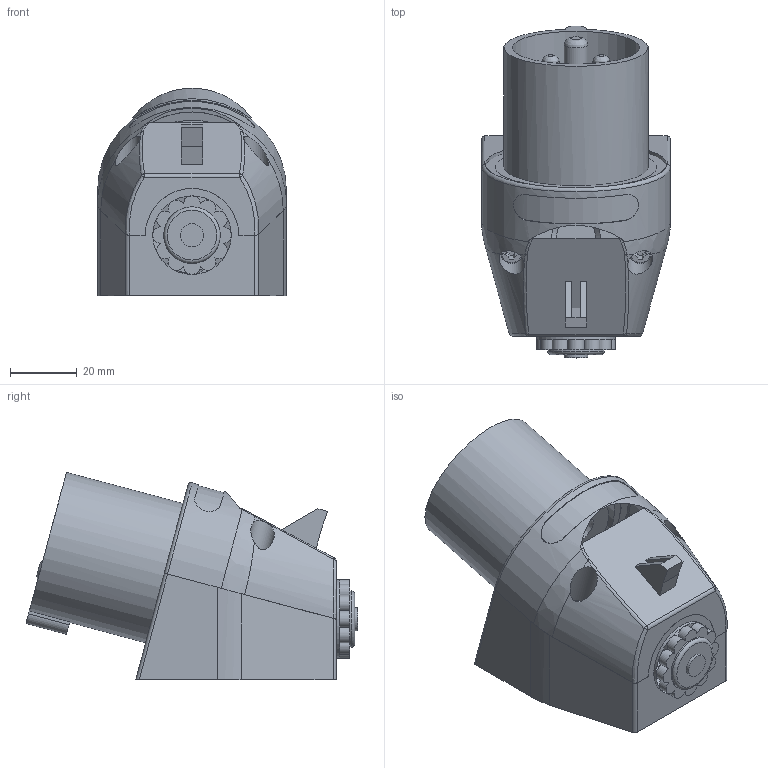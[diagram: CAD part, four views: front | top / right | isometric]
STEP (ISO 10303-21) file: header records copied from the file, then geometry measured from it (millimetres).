
FILE_DESCRIPTION(/* description */ (''),/* implementation_level */ '2;1');
FILE_NAME(/* name */ '240.stp',/* time_stamp */ '2023-09-07T15:50:47+02:00',/* author */ ('massmann'),/* organization */ (''),/* preprocessor_version */ 'ST-DEVELOPER v17',/* originating_system */ 'Autodesk Inventor 2018',/* authorisation */ '');
FILE_SCHEMA (('AUTOMOTIVE_DESIGN { 1 0 10303 214 3 1 1 }'));
Length unit declared in the file: millimetre
Products named in the file (1): 240
Bounding box: 56.5 x 99.38 x 62.01 mm (x, y, z)
Volume: 133562 mm3; surface area: 30854.6 mm2
Topology: 1 solids, 1 shells, 354 faces, 921 edges, 608 vertices
Faces by surface type: plane 240, cylinder 82, bspline 15, torus 8, cone 7, sphere 2
Full cylindrical faces by diameter (mm): 0.316 x1, 0.507 x1, 5 x2, 5.5 x2, 7 x2, 7.1 x2, 7.5 x2, 10 x2, 10.625 x2, 14.5 x1, 16.9 x1, 23.5 x1, 38.2 x1, 43.2 x1
Entity records: 11904 total; most frequent: CARTESIAN_POINT 2717, ORIENTED_EDGE 1842, DIRECTION 1796, EDGE_CURVE 921, AXIS2_PLACEMENT_3D 611, VERTEX_POINT 608, LINE 574, VECTOR 574
